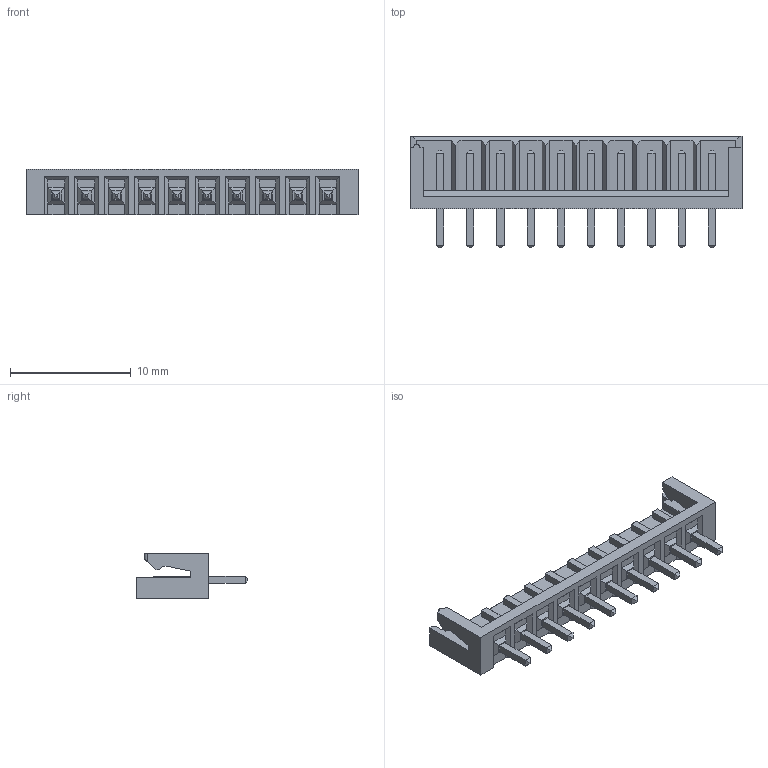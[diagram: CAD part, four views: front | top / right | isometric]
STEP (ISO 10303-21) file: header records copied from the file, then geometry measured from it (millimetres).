
FILE_DESCRIPTION (( 'STEP AP214' ), '1' );
FILE_NAME ('JST-B10B-EH-A.STEP', '2020-12-30T02:26:15', ( '' ), ( '' ), 'SwSTEP 2.0', 'SolidWorks 2020', '' );
FILE_SCHEMA (( 'AUTOMOTIVE_DESIGN' ));
Length unit declared in the file: millimetre
Products named in the file (1): JST-B10B-EH-A
Bounding box: 27.5 x 9.2 x 3.8 mm (x, y, z)
Volume: 234.4 mm3; surface area: 782.4 mm2
Topology: 1 solids, 1 shells, 346 faces, 850 edges, 526 vertices
Faces by surface type: plane 345, cylinder 1
Entity records: 13659 total; most frequent: CARTESIAN_POINT 1726, ORIENTED_EDGE 1700, DIRECTION 1544, EDGE_CURVE 850, VECTOR 848, LINE 848, VERTEX_POINT 526, EDGE_LOOP 366
